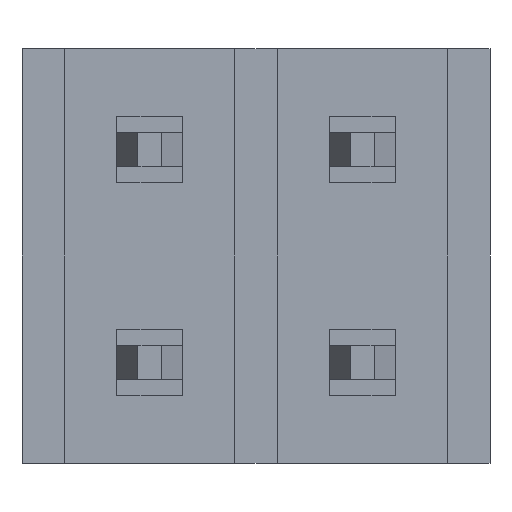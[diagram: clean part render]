
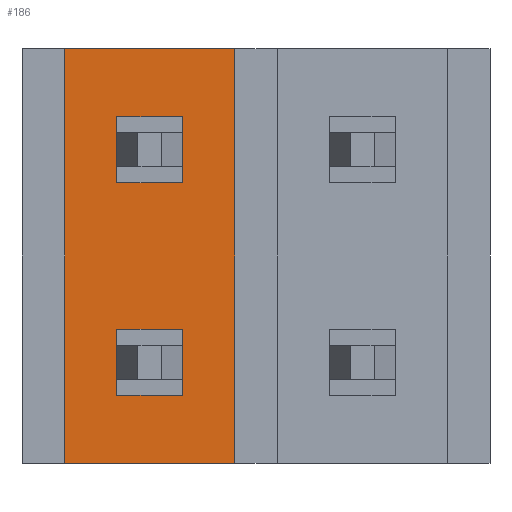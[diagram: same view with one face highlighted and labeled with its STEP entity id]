
A CAD part, front view. The second image highlights one B-rep face of the part: STEP entity #186.
In plain terms, the highlighted planar face has unit normal (0, -1, 0).
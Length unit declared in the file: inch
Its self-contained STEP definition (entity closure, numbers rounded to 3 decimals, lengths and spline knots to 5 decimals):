
#186 = ADVANCED_FACE( '', ( #384, #385, #386 ), #387, .T. );
#384 = FACE_BOUND( '', #602, .T. );
#385 = FACE_BOUND( '', #603, .T. );
#386 = FACE_OUTER_BOUND( '', #604, .T. );
#387 = PLANE( '', #605 );
#602 = EDGE_LOOP( '', ( #980, #981, #982, #983 ) );
#603 = EDGE_LOOP( '', ( #984, #985, #986, #987 ) );
#604 = EDGE_LOOP( '', ( #988, #989, #990, #991 ) );
#605 = AXIS2_PLACEMENT_3D( '', #992, #993, #994 );
#980 = ORIENTED_EDGE( '', *, *, #1453, .F. );
#981 = ORIENTED_EDGE( '', *, *, #1459, .F. );
#982 = ORIENTED_EDGE( '', *, *, #1460, .F. );
#983 = ORIENTED_EDGE( '', *, *, #1368, .F. );
#984 = ORIENTED_EDGE( '', *, *, #1382, .F. );
#985 = ORIENTED_EDGE( '', *, *, #1450, .F. );
#986 = ORIENTED_EDGE( '', *, *, #1431, .F. );
#987 = ORIENTED_EDGE( '', *, *, #1461, .F. );
#988 = ORIENTED_EDGE( '', *, *, #1425, .T. );
#989 = ORIENTED_EDGE( '', *, *, #1462, .F. );
#990 = ORIENTED_EDGE( '', *, *, #1463, .T. );
#991 = ORIENTED_EDGE( '', *, *, #1464, .T. );
#992 = CARTESIAN_POINT( '', ( -0.01, 0.02, 0.2 ) );
#993 = DIRECTION( '', ( 0., -1., 0. ) );
#994 = DIRECTION( '', ( 1., 0., 0. ) );
#1368 = EDGE_CURVE( '', #1649, #1651, #1652, .T. );
#1382 = EDGE_CURVE( '', #1673, #1675, #1676, .T. );
#1425 = EDGE_CURVE( '', #1748, #1746, #1749, .T. );
#1431 = EDGE_CURVE( '', #1754, #1756, #1757, .T. );
#1450 = EDGE_CURVE( '', #1756, #1673, #1780, .T. );
#1453 = EDGE_CURVE( '', #1782, #1649, #1784, .T. );
#1459 = EDGE_CURVE( '', #1790, #1782, #1791, .T. );
#1460 = EDGE_CURVE( '', #1651, #1790, #1792, .T. );
#1461 = EDGE_CURVE( '', #1675, #1754, #1793, .T. );
#1462 = EDGE_CURVE( '', #1794, #1746, #1795, .T. );
#1463 = EDGE_CURVE( '', #1794, #1796, #1797, .T. );
#1464 = EDGE_CURVE( '', #1796, #1748, #1798, .T. );
#1649 = VERTEX_POINT( '', #2043 );
#1651 = VERTEX_POINT( '', #2046 );
#1652 = LINE( '', #2047, #2048 );
#1673 = VERTEX_POINT( '', #2078 );
#1675 = VERTEX_POINT( '', #2081 );
#1676 = LINE( '', #2082, #2083 );
#1746 = VERTEX_POINT( '', #2186 );
#1748 = VERTEX_POINT( '', #2189 );
#1749 = LINE( '', #2190, #2191 );
#1754 = VERTEX_POINT( '', #2199 );
#1756 = VERTEX_POINT( '', #2202 );
#1757 = LINE( '', #2203, #2204 );
#1780 = LINE( '', #2239, #2240 );
#1782 = VERTEX_POINT( '', #2242 );
#1784 = LINE( '', #2245, #2246 );
#1790 = VERTEX_POINT( '', #2254 );
#1791 = LINE( '', #2255, #2256 );
#1792 = LINE( '', #2257, #2258 );
#1793 = LINE( '', #2259, #2260 );
#1794 = VERTEX_POINT( '', #2261 );
#1795 = LINE( '', #2262, #2263 );
#1796 = VERTEX_POINT( '', #2264 );
#1797 = LINE( '', #2265, #2266 );
#1798 = LINE( '', #2267, #2268 );
#2043 = CARTESIAN_POINT( '', ( -0.0655, 0.02, 0.0345 ) );
#2046 = CARTESIAN_POINT( '', ( -0.0345, 0.02, 0.0345 ) );
#2047 = CARTESIAN_POINT( '', ( -0.0345, 0.02, 0.0345 ) );
#2048 = VECTOR( '', #2449, 39.37008 );
#2078 = CARTESIAN_POINT( '', ( -0.0655, 0.02, -0.0345 ) );
#2081 = CARTESIAN_POINT( '', ( -0.0655, 0.02, -0.0655 ) );
#2082 = CARTESIAN_POINT( '', ( -0.0655, 0.02, -0.0655 ) );
#2083 = VECTOR( '', #2460, 39.37008 );
#2186 = CARTESIAN_POINT( '', ( -0.01, 0.02, -0.0975 ) );
#2189 = CARTESIAN_POINT( '', ( -0.09, 0.02, -0.0975 ) );
#2190 = CARTESIAN_POINT( '', ( 0.11, 0.02, -0.0975 ) );
#2191 = VECTOR( '', #2495, 39.37008 );
#2199 = CARTESIAN_POINT( '', ( -0.0345, 0.02, -0.0655 ) );
#2202 = CARTESIAN_POINT( '', ( -0.0345, 0.02, -0.0345 ) );
#2203 = CARTESIAN_POINT( '', ( -0.0345, 0.02, -0.0345 ) );
#2204 = VECTOR( '', #2500, 39.37008 );
#2239 = CARTESIAN_POINT( '', ( -0.0655, 0.02, -0.0345 ) );
#2240 = VECTOR( '', #2513, 39.37008 );
#2242 = CARTESIAN_POINT( '', ( -0.0655, 0.02, 0.0655 ) );
#2245 = CARTESIAN_POINT( '', ( -0.0655, 0.02, 0.0345 ) );
#2246 = VECTOR( '', #2515, 39.37008 );
#2254 = CARTESIAN_POINT( '', ( -0.0345, 0.02, 0.0655 ) );
#2255 = CARTESIAN_POINT( '', ( -0.0655, 0.02, 0.0655 ) );
#2256 = VECTOR( '', #2518, 39.37008 );
#2257 = CARTESIAN_POINT( '', ( -0.0345, 0.02, 0.0655 ) );
#2258 = VECTOR( '', #2519, 39.37008 );
#2259 = CARTESIAN_POINT( '', ( -0.0345, 0.02, -0.0655 ) );
#2260 = VECTOR( '', #2520, 39.37008 );
#2261 = CARTESIAN_POINT( '', ( -0.01, 0.02, 0.0975 ) );
#2262 = CARTESIAN_POINT( '', ( -0.01, 0.02, 0.2 ) );
#2263 = VECTOR( '', #2521, 39.37008 );
#2264 = CARTESIAN_POINT( '', ( -0.09, 0.02, 0.0975 ) );
#2265 = CARTESIAN_POINT( '', ( -0.11, 0.02, 0.0975 ) );
#2266 = VECTOR( '', #2522, 39.37008 );
#2267 = CARTESIAN_POINT( '', ( -0.09, 0.02, 0.2 ) );
#2268 = VECTOR( '', #2523, 39.37008 );
#2449 = DIRECTION( '', ( 1., 0., 0. ) );
#2460 = DIRECTION( '', ( 0., 0., -1. ) );
#2495 = DIRECTION( '', ( 1., 0., 0. ) );
#2500 = DIRECTION( '', ( 0., 0., 1. ) );
#2513 = DIRECTION( '', ( -1., 0., 0. ) );
#2515 = DIRECTION( '', ( 0., 0., -1. ) );
#2518 = DIRECTION( '', ( -1., 0., 0. ) );
#2519 = DIRECTION( '', ( 0., 0., 1. ) );
#2520 = DIRECTION( '', ( 1., 0., 0. ) );
#2521 = DIRECTION( '', ( 0., 0., -1. ) );
#2522 = DIRECTION( '', ( -1., 0., 0. ) );
#2523 = DIRECTION( '', ( 0., 0., -1. ) );
